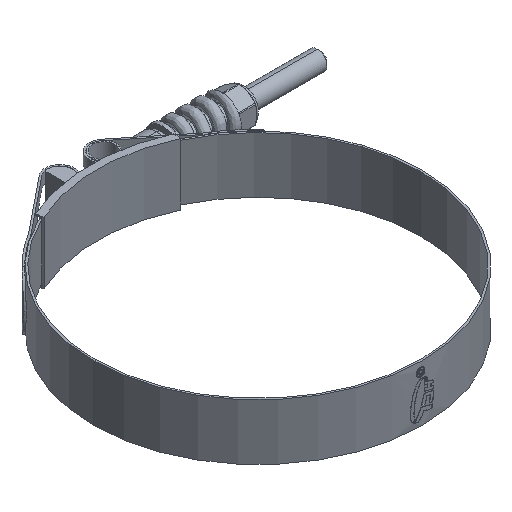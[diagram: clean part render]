
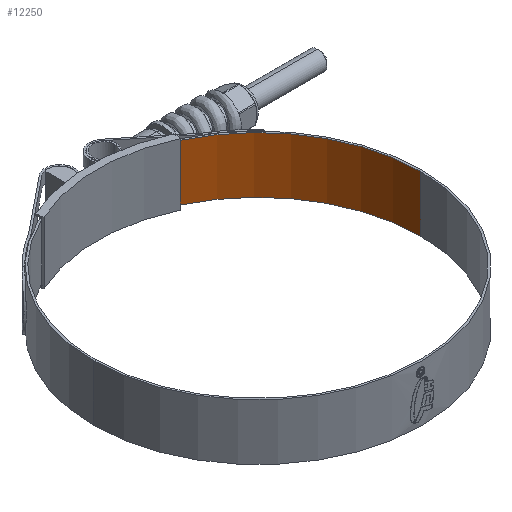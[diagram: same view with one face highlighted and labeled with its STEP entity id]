
A CAD part, isometric view. The second image highlights one B-rep face of the part: STEP entity #12250.
In plain terms, the highlighted cylindrical face has radius 55.5 mm (diameter 111 mm), a partial arc.
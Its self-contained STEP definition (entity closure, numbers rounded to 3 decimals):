
#154 = EDGE_CURVE ( 'NONE', #5442, #3714, #13558, .T. ) ;
#2519 = EDGE_CURVE ( 'NONE', #13498, #5442, #9606, .T. ) ;
#3203 = DIRECTION ( 'NONE',  ( 0., 0., -1. ) ) ;
#3241 = CARTESIAN_POINT ( 'NONE',  ( 0., 0., 9.55 ) ) ;
#3360 = CARTESIAN_POINT ( 'NONE',  ( 6.88, 55.072, 9.55 ) ) ;
#3714 = VERTEX_POINT ( 'NONE', #15656 ) ;
#3840 = DIRECTION ( 'NONE',  ( 0., 0., -1. ) ) ;
#3925 = DIRECTION ( 'NONE',  ( -1., 0., 0. ) ) ;
#4260 = AXIS2_PLACEMENT_3D ( 'NONE', #6406, #3840, #3925 ) ;
#4575 = ORIENTED_EDGE ( 'NONE', *, *, #10836, .F. ) ;
#5442 = VERTEX_POINT ( 'NONE', #12145 ) ;
#5954 = AXIS2_PLACEMENT_3D ( 'NONE', #3241, #10839, #9317 ) ;
#6352 = AXIS2_PLACEMENT_3D ( 'NONE', #13939, #9916, #7570 ) ;
#6406 = CARTESIAN_POINT ( 'NONE',  ( 0., 0., 9.55 ) ) ;
#6642 = LINE ( 'NONE', #11760, #11964 ) ;
#7570 = DIRECTION ( 'NONE',  ( -1., 0., 0. ) ) ;
#8577 = CARTESIAN_POINT ( 'NONE',  ( 6.88, 55.072, 9.55 ) ) ;
#8600 = VECTOR ( 'NONE', #3203, 1000. ) ;
#9002 = ORIENTED_EDGE ( 'NONE', *, *, #9417, .F. ) ;
#9117 = ORIENTED_EDGE ( 'NONE', *, *, #2519, .T. ) ;
#9289 = DIRECTION ( 'NONE',  ( 0., 0., -1. ) ) ;
#9317 = DIRECTION ( 'NONE',  ( -1., 0., 0. ) ) ;
#9417 = EDGE_CURVE ( 'NONE', #13498, #11828, #13417, .T. ) ;
#9606 = LINE ( 'NONE', #3360, #8600 ) ;
#9653 = CARTESIAN_POINT ( 'NONE',  ( 55.5, 0., 9.55 ) ) ;
#9916 = DIRECTION ( 'NONE',  ( 0., 0., -1. ) ) ;
#10314 = ORIENTED_EDGE ( 'NONE', *, *, #154, .T. ) ;
#10599 = EDGE_LOOP ( 'NONE', ( #4575, #9002, #9117, #10314 ) ) ;
#10836 = EDGE_CURVE ( 'NONE', #11828, #3714, #6642, .T. ) ;
#10839 = DIRECTION ( 'NONE',  ( 0., 0., -1. ) ) ;
#11760 = CARTESIAN_POINT ( 'NONE',  ( 55.5, 0., 9.55 ) ) ;
#11828 = VERTEX_POINT ( 'NONE', #9653 ) ;
#11964 = VECTOR ( 'NONE', #9289, 1000. ) ;
#12145 = CARTESIAN_POINT ( 'NONE',  ( 6.88, 55.072, -9.55 ) ) ;
#12250 = ADVANCED_FACE ( 'NONE', ( #12766 ), #12855, .F. ) ;
#12766 = FACE_OUTER_BOUND ( 'NONE', #10599, .T. ) ;
#12855 = CYLINDRICAL_SURFACE ( 'NONE', #4260, 55.5 ) ;
#13417 = CIRCLE ( 'NONE', #5954, 55.5 ) ;
#13498 = VERTEX_POINT ( 'NONE', #8577 ) ;
#13558 = CIRCLE ( 'NONE', #6352, 55.5 ) ;
#13939 = CARTESIAN_POINT ( 'NONE',  ( 0., 0., -9.55 ) ) ;
#15656 = CARTESIAN_POINT ( 'NONE',  ( 55.5, 0., -9.55 ) ) ;
